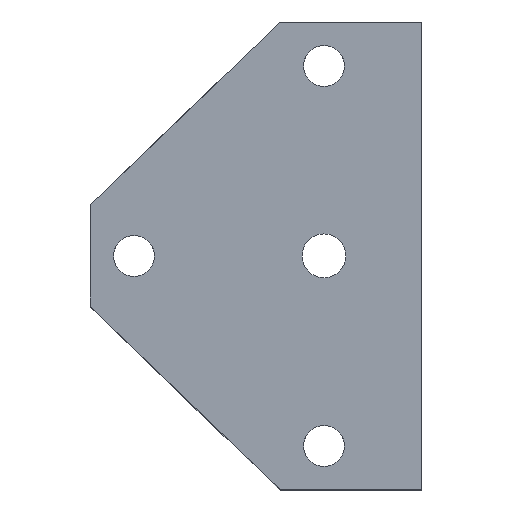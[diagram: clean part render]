
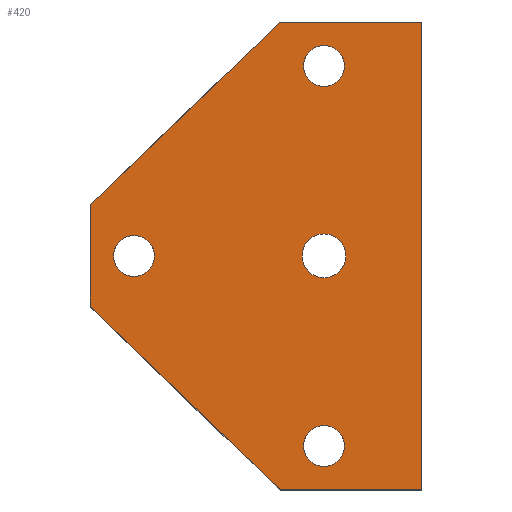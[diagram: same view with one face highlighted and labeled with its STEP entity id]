
A CAD part, top view. The second image highlights one B-rep face of the part: STEP entity #420.
In plain terms, the highlighted planar face has unit normal (0, 0, 1).
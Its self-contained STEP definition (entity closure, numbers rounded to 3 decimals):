
#19=FACE_BOUND('',#88,.T.);
#20=FACE_BOUND('',#89,.T.);
#21=FACE_BOUND('',#90,.T.);
#22=FACE_BOUND('',#91,.T.);
#39=PLANE('',#472);
#61=FACE_OUTER_BOUND('',#87,.T.);
#87=EDGE_LOOP('',(#376,#377,#378,#379,#380,#381));
#88=EDGE_LOOP('',(#382));
#89=EDGE_LOOP('',(#383));
#90=EDGE_LOOP('',(#384));
#91=EDGE_LOOP('',(#385));
#126=LINE('',#675,#171);
#128=LINE('',#679,#173);
#131=LINE('',#684,#176);
#133=LINE('',#688,#178);
#136=LINE('',#693,#181);
#138=LINE('',#696,#183);
#171=VECTOR('',#558,10.);
#173=VECTOR('',#562,10.);
#176=VECTOR('',#567,10.);
#178=VECTOR('',#571,10.);
#181=VECTOR('',#576,10.);
#183=VECTOR('',#580,10.);
#190=CIRCLE('',#459,1.4);
#191=CIRCLE('',#461,1.4);
#192=CIRCLE('',#463,1.4);
#193=CIRCLE('',#465,1.5);
#220=VERTEX_POINT('',#655);
#221=VERTEX_POINT('',#659);
#222=VERTEX_POINT('',#663);
#223=VERTEX_POINT('',#667);
#224=VERTEX_POINT('',#672);
#225=VERTEX_POINT('',#674);
#226=VERTEX_POINT('',#678);
#227=VERTEX_POINT('',#683);
#228=VERTEX_POINT('',#687);
#229=VERTEX_POINT('',#692);
#262=EDGE_CURVE('',#220,#220,#190,.T.);
#264=EDGE_CURVE('',#221,#221,#191,.T.);
#266=EDGE_CURVE('',#222,#222,#192,.T.);
#268=EDGE_CURVE('',#223,#223,#193,.T.);
#272=EDGE_CURVE('',#225,#224,#126,.T.);
#274=EDGE_CURVE('',#226,#225,#128,.T.);
#277=EDGE_CURVE('',#227,#226,#131,.T.);
#279=EDGE_CURVE('',#228,#227,#133,.T.);
#282=EDGE_CURVE('',#229,#228,#136,.T.);
#284=EDGE_CURVE('',#224,#229,#138,.T.);
#376=ORIENTED_EDGE('',*,*,#284,.T.);
#377=ORIENTED_EDGE('',*,*,#282,.T.);
#378=ORIENTED_EDGE('',*,*,#279,.T.);
#379=ORIENTED_EDGE('',*,*,#277,.T.);
#380=ORIENTED_EDGE('',*,*,#274,.T.);
#381=ORIENTED_EDGE('',*,*,#272,.T.);
#382=ORIENTED_EDGE('',*,*,#268,.T.);
#383=ORIENTED_EDGE('',*,*,#266,.T.);
#384=ORIENTED_EDGE('',*,*,#264,.T.);
#385=ORIENTED_EDGE('',*,*,#262,.T.);
#420=ADVANCED_FACE('',(#61,#19,#20,#21,#22),#39,.T.);
#459=AXIS2_PLACEMENT_3D('',#656,#536,#537);
#461=AXIS2_PLACEMENT_3D('',#660,#541,#542);
#463=AXIS2_PLACEMENT_3D('',#664,#546,#547);
#465=AXIS2_PLACEMENT_3D('',#668,#551,#552);
#472=AXIS2_PLACEMENT_3D('',#697,#581,#582);
#536=DIRECTION('center_axis',(0.,0.,-1.));
#537=DIRECTION('ref_axis',(-1.,0.,0.));
#541=DIRECTION('center_axis',(0.,0.,-1.));
#542=DIRECTION('ref_axis',(-1.,0.,0.));
#546=DIRECTION('center_axis',(0.,0.,-1.));
#547=DIRECTION('ref_axis',(-1.,0.,0.));
#551=DIRECTION('center_axis',(0.,0.,-1.));
#552=DIRECTION('ref_axis',(-1.,0.,0.));
#558=DIRECTION('',(0.721,-0.693,0.));
#562=DIRECTION('',(0.,-1.,0.));
#567=DIRECTION('',(-0.721,-0.693,0.));
#571=DIRECTION('',(-1.,0.,0.));
#576=DIRECTION('',(0.,1.,0.));
#580=DIRECTION('',(1.,0.,0.));
#581=DIRECTION('center_axis',(0.,0.,1.));
#582=DIRECTION('ref_axis',(1.,0.,0.));
#655=CARTESIAN_POINT('',(-15.03,19.259,4.4));
#656=CARTESIAN_POINT('Origin',(-16.43,19.259,4.4));
#659=CARTESIAN_POINT('',(-2.03,6.259,4.4));
#660=CARTESIAN_POINT('Origin',(-3.43,6.259,4.4));
#663=CARTESIAN_POINT('',(-2.03,32.259,4.4));
#664=CARTESIAN_POINT('Origin',(-3.43,32.259,4.4));
#667=CARTESIAN_POINT('',(-1.93,19.259,4.4));
#668=CARTESIAN_POINT('Origin',(-3.43,19.259,4.4));
#672=CARTESIAN_POINT('',(-6.43,3.259,4.4));
#674=CARTESIAN_POINT('',(-19.43,15.759,4.4));
#675=CARTESIAN_POINT('',(-19.43,15.759,4.4));
#678=CARTESIAN_POINT('',(-19.43,22.759,4.4));
#679=CARTESIAN_POINT('',(-19.43,22.759,4.4));
#683=CARTESIAN_POINT('',(-6.43,35.259,4.4));
#684=CARTESIAN_POINT('',(-6.43,35.259,4.4));
#687=CARTESIAN_POINT('',(3.27,35.259,4.4));
#688=CARTESIAN_POINT('',(-0.43,35.259,4.4));
#692=CARTESIAN_POINT('',(3.27,3.259,4.4));
#693=CARTESIAN_POINT('',(3.27,3.259,4.4));
#696=CARTESIAN_POINT('',(-0.43,3.259,4.4));
#697=CARTESIAN_POINT('Origin',(1.42,19.259,4.4));
